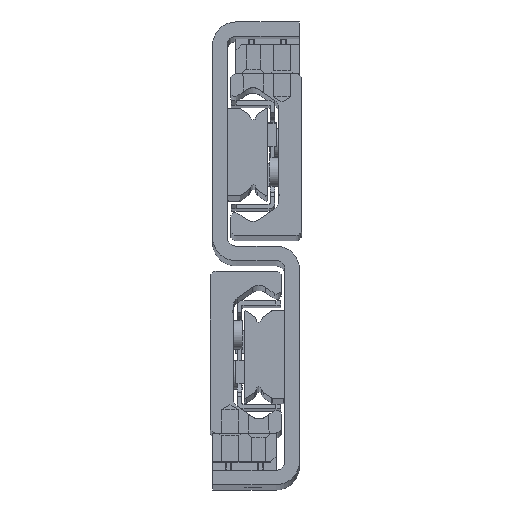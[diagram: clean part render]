
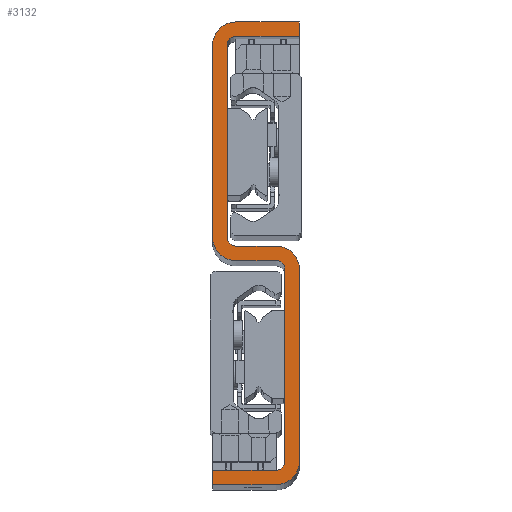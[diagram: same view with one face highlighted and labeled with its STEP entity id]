
A CAD part, top view. The second image highlights one B-rep face of the part: STEP entity #3132.
In plain terms, the highlighted planar face has unit normal (0, 0, 1).
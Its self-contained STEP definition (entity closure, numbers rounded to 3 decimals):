
#2254=CARTESIAN_POINT('',(15.0,80.0,530.0));
#2255=VERTEX_POINT('',#2254);
#2256=CARTESIAN_POINT('',(15.0,77.5,530.0));
#2257=VERTEX_POINT('',#2256);
#2258=CARTESIAN_POINT('',(15.0,80.0,530.0));
#2259=DIRECTION('',(0.0,-1.0,0.0));
#2260=VECTOR('',#2259,2.5);
#2261=LINE('',#2258,#2260);
#2262=EDGE_CURVE('',#2255,#2257,#2261,.T.);
#2294=CARTESIAN_POINT('',(4.,77.5,530.0));
#2295=VERTEX_POINT('',#2294);
#2296=CARTESIAN_POINT('',(15.0,77.5,530.0));
#2297=DIRECTION('',(-1.0,0.0,0.0));
#2298=VECTOR('',#2297,11.);
#2299=LINE('',#2296,#2298);
#2300=EDGE_CURVE('',#2257,#2295,#2299,.T.);
#2352=CARTESIAN_POINT('',(2.5,76.0,530.0));
#2353=VERTEX_POINT('',#2352);
#2354=CARTESIAN_POINT('',(4.,76.0,530.0));
#2355=DIRECTION('',(0.0,0.0,1.0));
#2356=DIRECTION('',(0.0,-1.0,0.0));
#2357=AXIS2_PLACEMENT_3D('',#2354,#2355,#2356);
#2358=CIRCLE('',#2357,1.5);
#2359=EDGE_CURVE('',#2295,#2353,#2358,.T.);
#2385=CARTESIAN_POINT('',(2.5,42.75,530.0));
#2386=VERTEX_POINT('',#2385);
#2387=CARTESIAN_POINT('',(2.5,76.0,530.0));
#2388=DIRECTION('',(0.0,-1.0,0.0));
#2389=VECTOR('',#2388,33.25);
#2390=LINE('',#2387,#2389);
#2391=EDGE_CURVE('',#2353,#2386,#2390,.T.);
#2437=CARTESIAN_POINT('',(4.,41.25,530.0));
#2438=VERTEX_POINT('',#2437);
#2439=CARTESIAN_POINT('',(4.,42.75,530.0));
#2440=DIRECTION('',(0.0,0.0,1.0));
#2441=DIRECTION('',(1.0,0.0,0.0));
#2442=AXIS2_PLACEMENT_3D('',#2439,#2440,#2441);
#2443=CIRCLE('',#2442,1.5);
#2444=EDGE_CURVE('',#2386,#2438,#2443,.T.);
#2470=CARTESIAN_POINT('',(11.,41.25,530.0));
#2471=VERTEX_POINT('',#2470);
#2472=CARTESIAN_POINT('',(4.,41.25,530.0));
#2473=DIRECTION('',(1.0,0.0,0.0));
#2474=VECTOR('',#2473,7.);
#2475=LINE('',#2472,#2474);
#2476=EDGE_CURVE('',#2438,#2471,#2475,.T.);
#2501=CARTESIAN_POINT('',(15.,37.25,530.0));
#2502=VERTEX_POINT('',#2501);
#2503=CARTESIAN_POINT('',(11.,37.25,530.0));
#2504=DIRECTION('',(0.0,0.0,-1.0));
#2505=DIRECTION('',(1.0,0.0,0.0));
#2506=AXIS2_PLACEMENT_3D('',#2503,#2504,#2505);
#2507=CIRCLE('',#2506,4.0);
#2508=EDGE_CURVE('',#2471,#2502,#2507,.T.);
#2534=CARTESIAN_POINT('',(15.,4.,530.0));
#2535=VERTEX_POINT('',#2534);
#2536=CARTESIAN_POINT('',(15.,37.25,530.0));
#2537=DIRECTION('',(0.0,-1.0,0.0));
#2538=VECTOR('',#2537,33.25);
#2539=LINE('',#2536,#2538);
#2540=EDGE_CURVE('',#2502,#2535,#2539,.T.);
#2586=CARTESIAN_POINT('',(11.0,0.,530.0));
#2587=VERTEX_POINT('',#2586);
#2588=CARTESIAN_POINT('',(11.,4.,530.0));
#2589=DIRECTION('',(0.0,0.0,-1.0));
#2590=DIRECTION('',(0.,-1.,0.0));
#2591=AXIS2_PLACEMENT_3D('',#2588,#2589,#2590);
#2592=CIRCLE('',#2591,4.);
#2593=EDGE_CURVE('',#2535,#2587,#2592,.T.);
#2619=CARTESIAN_POINT('',(0.0,0.0,530.0));
#2620=VERTEX_POINT('',#2619);
#2621=CARTESIAN_POINT('',(11.0,0.,530.0));
#2622=DIRECTION('',(-1.0,0.0,0.0));
#2623=VECTOR('',#2622,11.0);
#2624=LINE('',#2621,#2623);
#2625=EDGE_CURVE('',#2587,#2620,#2624,.T.);
#2677=CARTESIAN_POINT('',(0.0,2.5,530.0));
#2678=VERTEX_POINT('',#2677);
#2679=CARTESIAN_POINT('',(0.0,0.0,530.0));
#2680=DIRECTION('',(0.0,1.0,0.0));
#2681=VECTOR('',#2680,2.5);
#2682=LINE('',#2679,#2681);
#2683=EDGE_CURVE('',#2620,#2678,#2682,.T.);
#2708=CARTESIAN_POINT('',(11.,2.5,530.0));
#2709=VERTEX_POINT('',#2708);
#2710=CARTESIAN_POINT('',(0.0,2.5,530.0));
#2711=DIRECTION('',(1.0,0.0,0.0));
#2712=VECTOR('',#2711,11.);
#2713=LINE('',#2710,#2712);
#2714=EDGE_CURVE('',#2678,#2709,#2713,.T.);
#2766=CARTESIAN_POINT('',(12.5,4.0,530.0));
#2767=VERTEX_POINT('',#2766);
#2768=CARTESIAN_POINT('',(11.,4.0,530.0));
#2769=DIRECTION('',(0.0,0.0,1.0));
#2770=DIRECTION('',(0.0,1.0,0.0));
#2771=AXIS2_PLACEMENT_3D('',#2768,#2769,#2770);
#2772=CIRCLE('',#2771,1.5);
#2773=EDGE_CURVE('',#2709,#2767,#2772,.T.);
#2799=CARTESIAN_POINT('',(12.5,37.25,530.0));
#2800=VERTEX_POINT('',#2799);
#2801=CARTESIAN_POINT('',(12.5,4.0,530.0));
#2802=DIRECTION('',(0.0,1.0,0.0));
#2803=VECTOR('',#2802,33.25);
#2804=LINE('',#2801,#2803);
#2805=EDGE_CURVE('',#2767,#2800,#2804,.T.);
#2851=CARTESIAN_POINT('',(11.,38.75,530.0));
#2852=VERTEX_POINT('',#2851);
#2853=CARTESIAN_POINT('',(11.,37.25,530.0));
#2854=DIRECTION('',(0.0,0.0,1.0));
#2855=DIRECTION('',(-1.0,0.0,0.0));
#2856=AXIS2_PLACEMENT_3D('',#2853,#2854,#2855);
#2857=CIRCLE('',#2856,1.5);
#2858=EDGE_CURVE('',#2800,#2852,#2857,.T.);
#2884=CARTESIAN_POINT('',(4.,38.75,530.0));
#2885=VERTEX_POINT('',#2884);
#2886=CARTESIAN_POINT('',(11.,38.75,530.0));
#2887=DIRECTION('',(-1.0,0.0,0.0));
#2888=VECTOR('',#2887,7.);
#2889=LINE('',#2886,#2888);
#2890=EDGE_CURVE('',#2852,#2885,#2889,.T.);
#2915=CARTESIAN_POINT('',(0.0,42.75,530.0));
#2916=VERTEX_POINT('',#2915);
#2917=CARTESIAN_POINT('',(4.,42.75,530.0));
#2918=DIRECTION('',(0.0,0.0,-1.0));
#2919=DIRECTION('',(-1.0,0.0,0.0));
#2920=AXIS2_PLACEMENT_3D('',#2917,#2918,#2919);
#2921=CIRCLE('',#2920,4.);
#2922=EDGE_CURVE('',#2885,#2916,#2921,.T.);
#2948=CARTESIAN_POINT('',(0.0,76.0,530.0));
#2949=VERTEX_POINT('',#2948);
#2950=CARTESIAN_POINT('',(0.0,42.75,530.0));
#2951=DIRECTION('',(0.0,1.0,0.0));
#2952=VECTOR('',#2951,33.25);
#2953=LINE('',#2950,#2952);
#2954=EDGE_CURVE('',#2916,#2949,#2953,.T.);
#3000=CARTESIAN_POINT('',(4.,80.0,530.0));
#3001=VERTEX_POINT('',#3000);
#3002=CARTESIAN_POINT('',(4.,76.0,530.0));
#3003=DIRECTION('',(0.0,0.0,-1.0));
#3004=DIRECTION('',(0.0,1.0,0.0));
#3005=AXIS2_PLACEMENT_3D('',#3002,#3003,#3004);
#3006=CIRCLE('',#3005,4.0);
#3007=EDGE_CURVE('',#2949,#3001,#3006,.T.);
#3033=CARTESIAN_POINT('',(4.,80.0,530.0));
#3034=DIRECTION('',(1.0,0.0,0.0));
#3035=VECTOR('',#3034,11.);
#3036=LINE('',#3033,#3035);
#3037=EDGE_CURVE('',#3001,#2255,#3036,.T.);
#3105=CARTESIAN_POINT('',(7.5,40.,530.0));
#3106=DIRECTION('',(0.0,0.0,1.0));
#3107=DIRECTION('',(1.0,0.0,0.0));
#3108=AXIS2_PLACEMENT_3D('',#3105,#3106,#3107);
#3109=PLANE('',#3108);
#3110=ORIENTED_EDGE('',*,*,#2262,.F.);
#3111=ORIENTED_EDGE('',*,*,#3037,.F.);
#3112=ORIENTED_EDGE('',*,*,#3007,.F.);
#3113=ORIENTED_EDGE('',*,*,#2954,.F.);
#3114=ORIENTED_EDGE('',*,*,#2922,.F.);
#3115=ORIENTED_EDGE('',*,*,#2890,.F.);
#3116=ORIENTED_EDGE('',*,*,#2858,.F.);
#3117=ORIENTED_EDGE('',*,*,#2805,.F.);
#3118=ORIENTED_EDGE('',*,*,#2773,.F.);
#3119=ORIENTED_EDGE('',*,*,#2714,.F.);
#3120=ORIENTED_EDGE('',*,*,#2683,.F.);
#3121=ORIENTED_EDGE('',*,*,#2625,.F.);
#3122=ORIENTED_EDGE('',*,*,#2593,.F.);
#3123=ORIENTED_EDGE('',*,*,#2540,.F.);
#3124=ORIENTED_EDGE('',*,*,#2508,.F.);
#3125=ORIENTED_EDGE('',*,*,#2476,.F.);
#3126=ORIENTED_EDGE('',*,*,#2444,.F.);
#3127=ORIENTED_EDGE('',*,*,#2391,.F.);
#3128=ORIENTED_EDGE('',*,*,#2359,.F.);
#3129=ORIENTED_EDGE('',*,*,#2300,.F.);
#3130=EDGE_LOOP('',(#3110,#3111,#3112,#3113,#3114,#3115,#3116,#3117,#3118,#3119,#3120,#3121,#3122,#3123,#3124,#3125,#3126,#3127,#3128,#3129));
#3131=FACE_OUTER_BOUND('',#3130,.T.);
#3132=ADVANCED_FACE('',(#3131),#3109,.T.);
